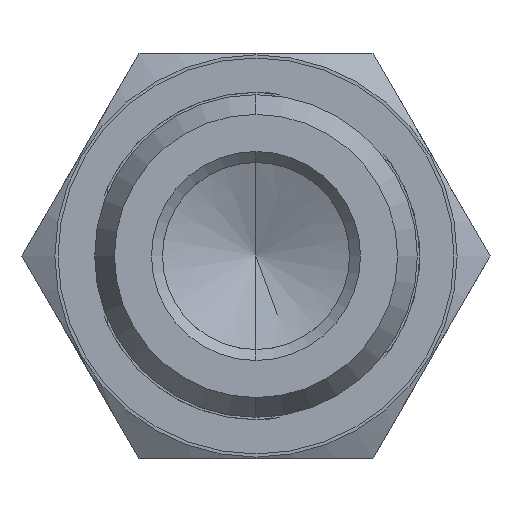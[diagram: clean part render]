
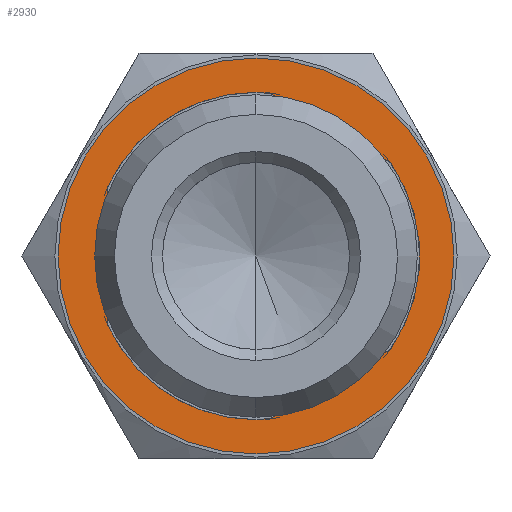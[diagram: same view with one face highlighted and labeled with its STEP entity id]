
A CAD part, front view. The second image highlights one B-rep face of the part: STEP entity #2930.
In plain terms, the highlighted planar face has unit normal (0, -1, 0).
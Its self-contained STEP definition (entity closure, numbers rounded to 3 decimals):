
#332 = CARTESIAN_POINT ( 'NONE',  ( 0., 0., -10.5 ) ) ;
#361 = DIRECTION ( 'NONE',  ( 0., 0., -1. ) ) ;
#362 = DIRECTION ( 'NONE',  ( 0., -1., 0. ) ) ;
#363 = CARTESIAN_POINT ( 'NONE',  ( 0., 0., 0. ) ) ;
#364 = AXIS2_PLACEMENT_3D ( 'NONE', #363, #362, #361 ) ;
#365 = CIRCLE ( 'NONE', #364, 10.5 ) ;
#925 = CARTESIAN_POINT ( 'NONE',  ( 0., 0., -12.7 ) ) ;
#926 = CARTESIAN_POINT ( 'NONE',  ( 0., 0., 12.7 ) ) ;
#1160 = CARTESIAN_POINT ( 'NONE',  ( -9.5, 0., -4.472 ) ) ;
#1438 = CARTESIAN_POINT ( 'NONE',  ( 0., 0., 0. ) ) ;
#1439 = AXIS2_PLACEMENT_3D ( 'NONE', #1438, #1528, #1527 ) ;
#1452 = CARTESIAN_POINT ( 'NONE',  ( 0., 0., 10.5 ) ) ;
#1473 = DIRECTION ( 'NONE',  ( 0., -1., 0. ) ) ;
#1474 = CIRCLE ( 'NONE', #1521, 10.5 ) ;
#1506 = CARTESIAN_POINT ( 'NONE',  ( 0., 0., 0. ) ) ;
#1515 = DIRECTION ( 'NONE',  ( 0., 0., -1. ) ) ;
#1520 = CIRCLE ( 'NONE', #1439, 10.5 ) ;
#1521 = AXIS2_PLACEMENT_3D ( 'NONE', #1506, #1473, #1515 ) ;
#1524 = CARTESIAN_POINT ( 'NONE',  ( 0.877, 0., -10.463 ) ) ;
#1525 = CARTESIAN_POINT ( 'NONE',  ( 8.623, 0., -5.991 ) ) ;
#1527 = DIRECTION ( 'NONE',  ( 0., 0., -1. ) ) ;
#1528 = DIRECTION ( 'NONE',  ( 0., -1., 0. ) ) ;
#1550 = DIRECTION ( 'NONE',  ( 0., 0., -1. ) ) ;
#1551 = DIRECTION ( 'NONE',  ( 0., -1., 0. ) ) ;
#1552 = CARTESIAN_POINT ( 'NONE',  ( 0., 0., 0. ) ) ;
#1553 = AXIS2_PLACEMENT_3D ( 'NONE', #1552, #1551, #1550 ) ;
#1554 = CIRCLE ( 'NONE', #1553, 12.7 ) ;
#1556 = DIRECTION ( 'NONE',  ( 0., 0., -1. ) ) ;
#1557 = DIRECTION ( 'NONE',  ( 0., -1., 0. ) ) ;
#1558 = CARTESIAN_POINT ( 'NONE',  ( 0., 0., 0. ) ) ;
#1559 = AXIS2_PLACEMENT_3D ( 'NONE', #1558, #1557, #1556 ) ;
#1560 = CIRCLE ( 'NONE', #1559, 12.7 ) ;
#1562 = DIRECTION ( 'NONE',  ( -0.866, 0., 0.5 ) ) ;
#1563 = VECTOR ( 'NONE', #1562, 1000. ) ;
#1564 = CARTESIAN_POINT ( 'NONE',  ( 0.877, 0., 10.463 ) ) ;
#1565 = LINE ( 'NONE', #1564, #1563 ) ;
#1586 = CARTESIAN_POINT ( 'NONE',  ( 0., 0., 0. ) ) ;
#1587 = AXIS2_PLACEMENT_3D ( 'NONE', #1586, #1711, #1710 ) ;
#1588 = CIRCLE ( 'NONE', #1587, 10.5 ) ;
#1596 = LINE ( 'NONE', #1643, #1642 ) ;
#1604 = DIRECTION ( 'NONE',  ( 0., -1., 0. ) ) ;
#1623 = DIRECTION ( 'NONE',  ( 0., 0., -1. ) ) ;
#1628 = FACE_BOUND ( 'NONE', #2835, .T. ) ;
#1641 = DIRECTION ( 'NONE',  ( 0.866, 0., 0.5 ) ) ;
#1642 = VECTOR ( 'NONE', #1641, 1000. ) ;
#1643 = CARTESIAN_POINT ( 'NONE',  ( 8.623, 0., -5.991 ) ) ;
#1644 = CARTESIAN_POINT ( 'NONE',  ( 0., 0., 0. ) ) ;
#1645 = CIRCLE ( 'NONE', #1740, 10.5 ) ;
#1664 = DIRECTION ( 'NONE',  ( 0., -1., 0. ) ) ;
#1665 = CARTESIAN_POINT ( 'NONE',  ( 10.5, 0., 0. ) ) ;
#1710 = DIRECTION ( 'NONE',  ( 0., 0., -1. ) ) ;
#1711 = DIRECTION ( 'NONE',  ( 0., -1., 0. ) ) ;
#1723 = CARTESIAN_POINT ( 'NONE',  ( -9.5, 0., 4.472 ) ) ;
#1739 = DIRECTION ( 'NONE',  ( 0., 0., -1. ) ) ;
#1740 = AXIS2_PLACEMENT_3D ( 'NONE', #1644, #1664, #1739 ) ;
#1741 = PLANE ( 'NONE',  #1751 ) ;
#1742 = FACE_OUTER_BOUND ( 'NONE', #2911, .T. ) ;
#1749 = CARTESIAN_POINT ( 'NONE',  ( 8.623, 0., 5.991 ) ) ;
#1751 = AXIS2_PLACEMENT_3D ( 'NONE', #1665, #1604, #1623 ) ;
#2350 = DIRECTION ( 'NONE',  ( 0., 0., -1. ) ) ;
#2351 = VECTOR ( 'NONE', #2350, 1000. ) ;
#2371 = CARTESIAN_POINT ( 'NONE',  ( 0.877, 0., 10.463 ) ) ;
#2411 = CARTESIAN_POINT ( 'NONE',  ( -9.5, 0., -4.472 ) ) ;
#2412 = LINE ( 'NONE', #2411, #2351 ) ;
#2569 = EDGE_CURVE ( 'NONE', #2777, #2570, #365, .T. ) ;
#2570 = VERTEX_POINT ( 'NONE', #332 ) ;
#2694 = VERTEX_POINT ( 'NONE', #926 ) ;
#2695 = VERTEX_POINT ( 'NONE', #925 ) ;
#2777 = VERTEX_POINT ( 'NONE', #1160 ) ;
#2780 = ORIENTED_EDGE ( 'NONE', *, *, #3003, .F. ) ;
#2781 = ORIENTED_EDGE ( 'NONE', *, *, #2935, .F. ) ;
#2832 = VERTEX_POINT ( 'NONE', #2371 ) ;
#2834 = ORIENTED_EDGE ( 'NONE', *, *, #2929, .T. ) ;
#2835 = EDGE_LOOP ( 'NONE', ( #2836, #2837, #2780, #2781, #2925, #2927, #2889, #2970 ) ) ;
#2836 = ORIENTED_EDGE ( 'NONE', *, *, #2569, .F. ) ;
#2837 = ORIENTED_EDGE ( 'NONE', *, *, #2838, .F. ) ;
#2838 = EDGE_CURVE ( 'NONE', #2985, #2777, #2412, .T. ) ;
#2854 = EDGE_CURVE ( 'NONE', #2858, #2933, #1474, .T. ) ;
#2855 = VERTEX_POINT ( 'NONE', #1524 ) ;
#2856 = EDGE_CURVE ( 'NONE', #2570, #2855, #1520, .T. ) ;
#2858 = VERTEX_POINT ( 'NONE', #1525 ) ;
#2883 = VERTEX_POINT ( 'NONE', #1452 ) ;
#2889 = ORIENTED_EDGE ( 'NONE', *, *, #2958, .F. ) ;
#2911 = EDGE_LOOP ( 'NONE', ( #2931, #2834 ) ) ;
#2918 = EDGE_CURVE ( 'NONE', #2695, #2694, #1554, .T. ) ;
#2925 = ORIENTED_EDGE ( 'NONE', *, *, #2926, .F. ) ;
#2926 = EDGE_CURVE ( 'NONE', #2933, #2832, #1565, .T. ) ;
#2927 = ORIENTED_EDGE ( 'NONE', *, *, #2854, .F. ) ;
#2929 = EDGE_CURVE ( 'NONE', #2694, #2695, #1560, .T. ) ;
#2930 = ADVANCED_FACE ( 'NONE', ( #1742, #1628 ), #1741, .T. ) ;
#2931 = ORIENTED_EDGE ( 'NONE', *, *, #2918, .T. ) ;
#2933 = VERTEX_POINT ( 'NONE', #1749 ) ;
#2935 = EDGE_CURVE ( 'NONE', #2832, #2883, #1645, .T. ) ;
#2958 = EDGE_CURVE ( 'NONE', #2855, #2858, #1596, .T. ) ;
#2970 = ORIENTED_EDGE ( 'NONE', *, *, #2856, .F. ) ;
#2985 = VERTEX_POINT ( 'NONE', #1723 ) ;
#3003 = EDGE_CURVE ( 'NONE', #2883, #2985, #1588, .T. ) ;
